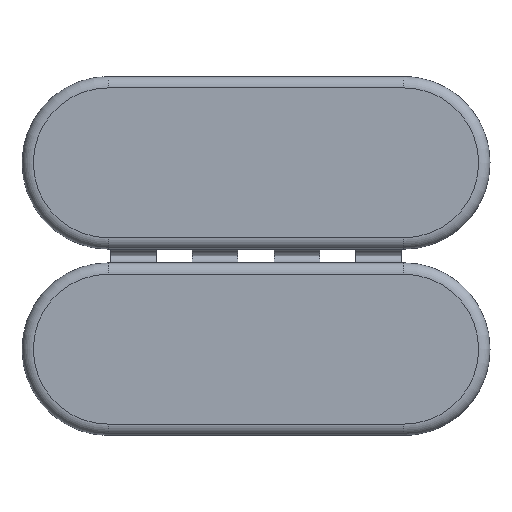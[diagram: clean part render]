
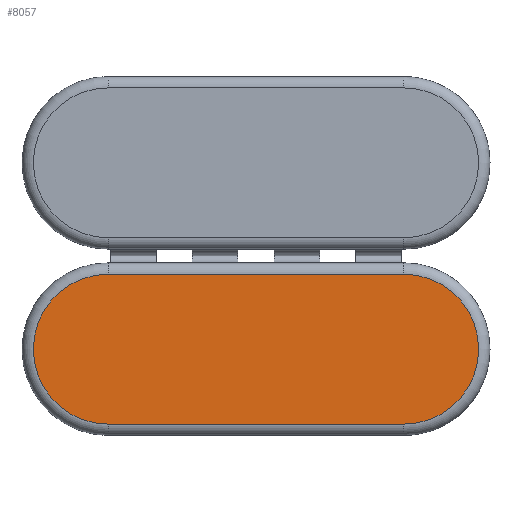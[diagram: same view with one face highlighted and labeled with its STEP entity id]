
A CAD part, front view. The second image highlights one B-rep face of the part: STEP entity #8057.
In plain terms, the highlighted planar face has unit normal (0, -1, 0).
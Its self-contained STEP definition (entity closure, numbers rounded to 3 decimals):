
#586=LINE('',#12798,#1144);
#588=LINE('',#12807,#1146);
#1144=VECTOR('',#9943,10.);
#1146=VECTOR('',#9955,10.);
#1665=PLANE('',#8682);
#1810=FACE_OUTER_BOUND('',#2359,.T.);
#2359=EDGE_LOOP('',(#5642,#5643,#5644,#5645));
#2937=CIRCLE('',#8671,33.);
#2940=CIRCLE('',#8676,33.);
#3595=VERTEX_POINT('',#12787);
#3597=VERTEX_POINT('',#12791);
#3598=VERTEX_POINT('',#12795);
#3600=VERTEX_POINT('',#12801);
#4335=EDGE_CURVE('',#3595,#3597,#2937,.T.);
#4337=EDGE_CURVE('',#3597,#3598,#586,.T.);
#4340=EDGE_CURVE('',#3598,#3600,#2940,.T.);
#4342=EDGE_CURVE('',#3600,#3595,#588,.T.);
#5642=ORIENTED_EDGE('',*,*,#4335,.T.);
#5643=ORIENTED_EDGE('',*,*,#4337,.T.);
#5644=ORIENTED_EDGE('',*,*,#4340,.T.);
#5645=ORIENTED_EDGE('',*,*,#4342,.T.);
#8057=ADVANCED_FACE('',(#1810),#1665,.T.);
#8671=AXIS2_PLACEMENT_3D('',#12793,#9937,#9938);
#8676=AXIS2_PLACEMENT_3D('',#12804,#9949,#9950);
#8682=AXIS2_PLACEMENT_3D('',#12832,#9968,#9969);
#9937=DIRECTION('center_axis',(0.,-1.,0.));
#9938=DIRECTION('ref_axis',(1.,0.,0.));
#9943=DIRECTION('',(-1.,0.,0.));
#9949=DIRECTION('center_axis',(0.,-1.,0.));
#9950=DIRECTION('ref_axis',(-1.,0.,0.));
#9955=DIRECTION('',(1.,0.,0.));
#9968=DIRECTION('center_axis',(0.,-1.,0.));
#9969=DIRECTION('ref_axis',(0.,0.,-1.));
#12787=CARTESIAN_POINT('',(65.,0.,-74.));
#12791=CARTESIAN_POINT('',(65.,0.,-8.));
#12793=CARTESIAN_POINT('Origin',(65.,0.,-41.));
#12795=CARTESIAN_POINT('',(-65.,0.,-8.));
#12798=CARTESIAN_POINT('',(32.5,0.,-8.));
#12801=CARTESIAN_POINT('',(-65.,0.,-74.));
#12804=CARTESIAN_POINT('Origin',(-65.,0.,-41.));
#12807=CARTESIAN_POINT('',(-32.5,0.,-74.));
#12832=CARTESIAN_POINT('Origin',(0.,0.,-41.));
